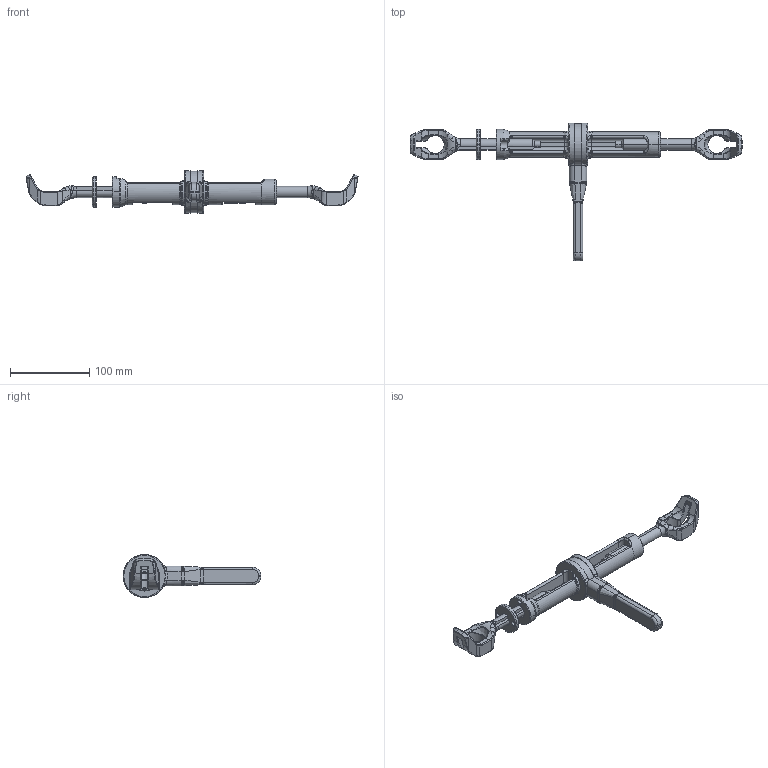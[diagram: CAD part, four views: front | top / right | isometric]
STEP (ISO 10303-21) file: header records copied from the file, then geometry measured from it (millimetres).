
FILE_DESCRIPTION((''),'2;1');
FILE_NAME('001-M34538-P-2_ASM','2013-07-10T',('Andreas.Wendler'),(''),'PRO/ENGINEER BY PARAMETRIC TECHNOLOGY CORPORATION, 2010140','PRO/ENGINEER BY PARAMETRIC TECHNOLOGY CORPORATION, 2010140','');
FILE_SCHEMA(('CONFIG_CONTROL_DESIGN'));
Length unit declared in the file: millimetre
Products named in the file (6): 001-M34530-P-1; 001-M34531-P-2; 001-M34557-P-2; 001-M34558-P-2; 001-M34536-P-1; 001-M34538-P-2_ASM
Assembly tree (5 placements, depth 2):
  001-M34538-P-2_ASM
    001-M34530-P-1
    001-M34531-P-2
    001-M34557-P-2
    001-M34558-P-2
    001-M34536-P-1
Bounding box: 417.8 x 173.5 x 54 mm (x, y, z)
Volume: 257713.5 mm3; surface area: 75102.6 mm2
Topology: 5 solids, 5 shells, 810 faces, 1990 edges, 1192 vertices
Faces by surface type: plane 264, bspline 251, cylinder 188, torus 68, sphere 26, cone 13
Entity records: 36785 total; most frequent: CARTESIAN_POINT 19216, ORIENTED_EDGE 3980, DIRECTION 3225, EDGE_CURVE 1990, AXIS2_PLACEMENT_3D 1195, VERTEX_POINT 1192, VECTOR 835, LINE 835
